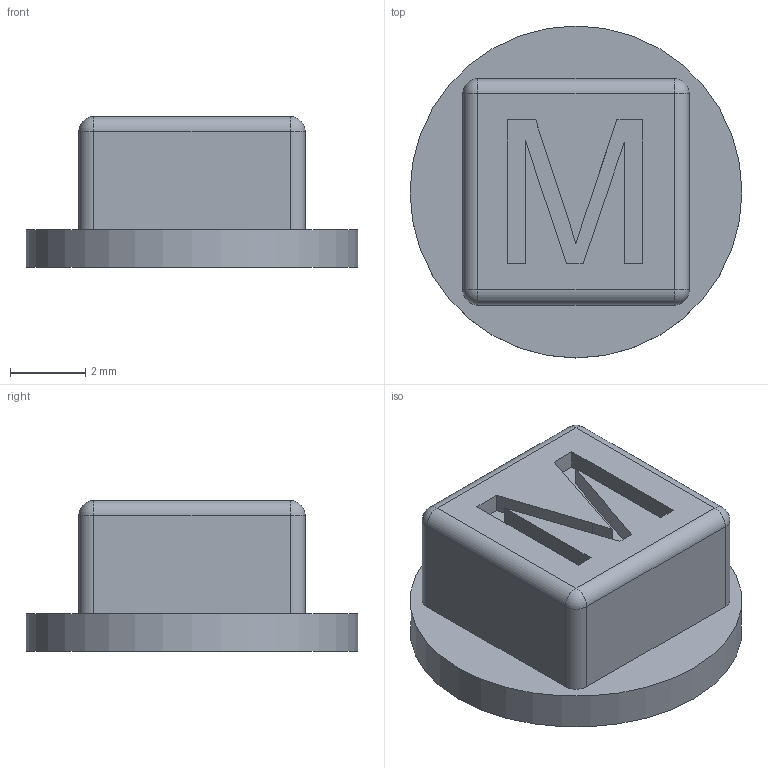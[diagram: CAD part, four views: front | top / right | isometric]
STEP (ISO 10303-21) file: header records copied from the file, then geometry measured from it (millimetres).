
FILE_DESCRIPTION(('FreeCAD Model'),'2;1');
FILE_NAME('Open CASCADE Shape Model','2021-10-21T09:47:52',('Author'),( ''),'Open CASCADE STEP processor 7.5','FreeCAD','Unknown');
FILE_SCHEMA(('AUTOMOTIVE_DESIGN { 1 0 10303 214 1 1 1 1 }'));
Length unit declared in the file: millimetre
Products named in the file (1): Button_Menu
Bounding box: 8.8 x 8.8 x 4 mm (x, y, z)
Volume: 164.3 mm3; surface area: 230.4 mm2
Topology: 1 solids, 1 shells, 37 faces, 96 edges, 60 vertices
Faces by surface type: plane 22, cylinder 9, sphere 4, extrusion 2
Full cylindrical faces by diameter (mm): 8.8 x1
Entity records: 2366 total; most frequent: CARTESIAN_POINT 470, DIRECTION 354, VECTOR 232, LINE 230, ORIENTED_EDGE 184, PCURVE 184, DEFINITIONAL_REPRESENTATION 184, EDGE_CURVE 92
